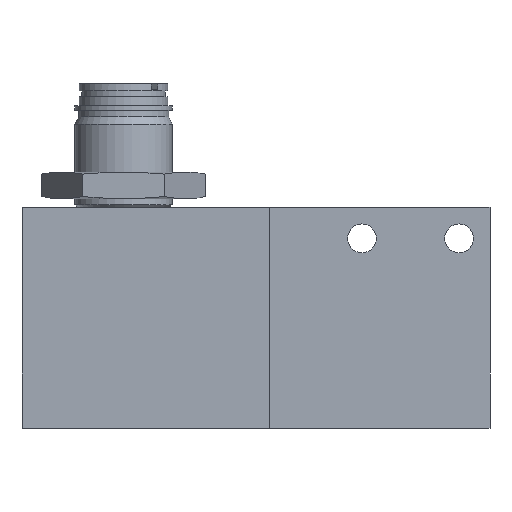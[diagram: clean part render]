
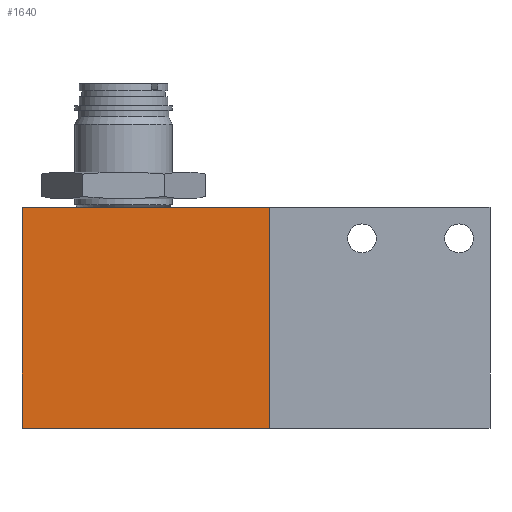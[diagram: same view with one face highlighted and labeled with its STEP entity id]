
A CAD part, left-side view. The second image highlights one B-rep face of the part: STEP entity #1640.
In plain terms, the highlighted planar face has unit normal (-1, 0, 0).
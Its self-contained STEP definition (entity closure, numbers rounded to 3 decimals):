
#60=LINE('',#2611,#152);
#66=LINE('',#2627,#158);
#68=LINE('',#2637,#160);
#71=LINE('',#2642,#163);
#152=VECTOR('',#2043,1000.);
#158=VECTOR('',#2053,1000.);
#160=VECTOR('',#2063,1000.);
#163=VECTOR('',#2070,1000.);
#245=PLANE('',#1806);
#407=ORIENTED_EDGE('',*,*,#823,.F.);
#408=ORIENTED_EDGE('',*,*,#831,.T.);
#409=ORIENTED_EDGE('',*,*,#816,.F.);
#410=ORIENTED_EDGE('',*,*,#828,.F.);
#816=EDGE_CURVE('',#1029,#1030,#60,.T.);
#823=EDGE_CURVE('',#1036,#1037,#66,.T.);
#828=EDGE_CURVE('',#1037,#1029,#68,.T.);
#831=EDGE_CURVE('',#1036,#1030,#71,.T.);
#1029=VERTEX_POINT('',#2612);
#1030=VERTEX_POINT('',#2613);
#1036=VERTEX_POINT('',#2626);
#1037=VERTEX_POINT('',#2628);
#1266=EDGE_LOOP('',(#407,#408,#409,#410));
#1448=FACE_BOUND('',#1266,.T.);
#1640=ADVANCED_FACE('',(#1448),#245,.F.);
#1806=AXIS2_PLACEMENT_3D('',#2641,#2068,#2069);
#2043=DIRECTION('',(0.,-1.,0.));
#2053=DIRECTION('',(0.,1.,0.));
#2063=DIRECTION('',(0.,0.,1.));
#2068=DIRECTION('',(1.,0.,0.));
#2069=DIRECTION('',(0.,0.,-1.));
#2070=DIRECTION('',(0.,0.,1.));
#2611=CARTESIAN_POINT('',(-12.5,53.,25.));
#2612=CARTESIAN_POINT('',(-12.5,53.,25.));
#2613=CARTESIAN_POINT('',(-12.5,-2.98,25.));
#2626=CARTESIAN_POINT('',(-12.5,-2.98,-25.));
#2627=CARTESIAN_POINT('',(-12.5,-53.,-25.));
#2628=CARTESIAN_POINT('',(-12.5,53.,-25.));
#2637=CARTESIAN_POINT('',(-12.5,53.,-25.));
#2641=CARTESIAN_POINT('',(-12.5,0.,0.));
#2642=CARTESIAN_POINT('',(-12.5,-2.98,0.));
